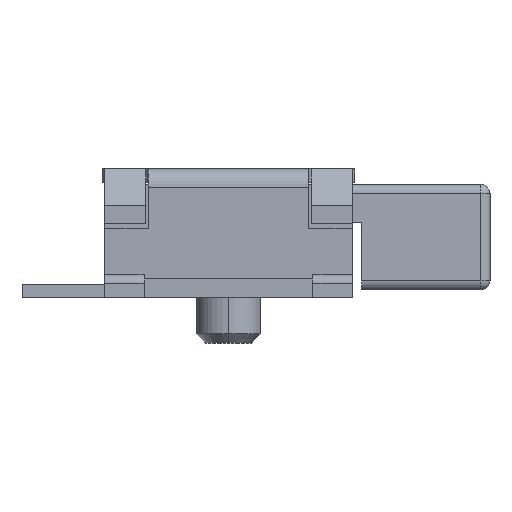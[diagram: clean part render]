
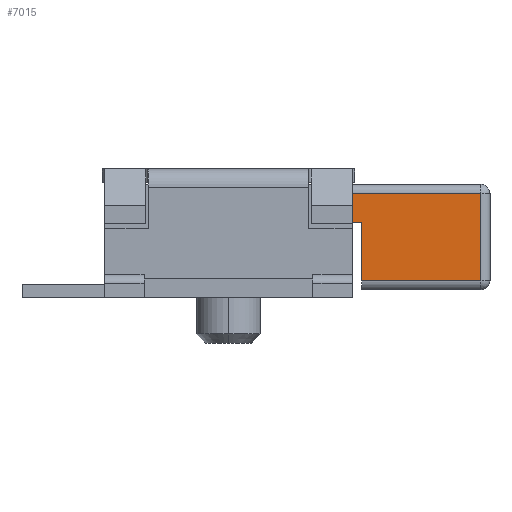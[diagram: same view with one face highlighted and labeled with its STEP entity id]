
A CAD part, left-side view. The second image highlights one B-rep face of the part: STEP entity #7015.
In plain terms, the highlighted planar face has unit normal (-1, 0, 0).
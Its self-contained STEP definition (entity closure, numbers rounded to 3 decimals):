
#283 = PLANE('',#284);
#284 = AXIS2_PLACEMENT_3D('',#285,#286,#287);
#285 = CARTESIAN_POINT('',(-3.3,-1.708,
    0.));
#286 = DIRECTION('',(0.,-1.,0.));
#287 = DIRECTION('',(1.,0.,0.));
#6608 = PLANE('',#6609);
#6609 = AXIS2_PLACEMENT_3D('',#6610,#6611,#6612);
#6610 = CARTESIAN_POINT('',(-1.4,-1.708,
    0.83));
#6611 = DIRECTION('',(0.,0.,-1.));
#6612 = DIRECTION('',(1.,0.,0.));
#6693 = EDGE_CURVE('',#6694,#6696,#6698,.T.);
#6694 = VERTEX_POINT('',#6695);
#6695 = CARTESIAN_POINT('',(0.,-1.708,0.82));
#6696 = VERTEX_POINT('',#6697);
#6697 = CARTESIAN_POINT('',(0.,-1.708,0.83));
#6698 = SURFACE_CURVE('',#6699,(#6703,#6710),.PCURVE_S1.);
#6699 = LINE('',#6700,#6701);
#6700 = CARTESIAN_POINT('',(0.,-1.708,0.82));
#6701 = VECTOR('',#6702,1.);
#6702 = DIRECTION('',(0.,0.,1.));
#6703 = PCURVE('',#283,#6704);
#6704 = DEFINITIONAL_REPRESENTATION('',(#6705),#6709);
#6705 = LINE('',#6706,#6707);
#6706 = CARTESIAN_POINT('',(3.3,0.82));
#6707 = VECTOR('',#6708,1.);
#6708 = DIRECTION('',(0.,1.));
#6709 = ( GEOMETRIC_REPRESENTATION_CONTEXT(2) 
PARAMETRIC_REPRESENTATION_CONTEXT() REPRESENTATION_CONTEXT('2D SPACE',''
  ) );
#6710 = PCURVE('',#6711,#6716);
#6711 = PLANE('',#6712);
#6712 = AXIS2_PLACEMENT_3D('',#6713,#6714,#6715);
#6713 = CARTESIAN_POINT('',(0.,-0.358,0.));
#6714 = DIRECTION('',(-1.,0.,0.));
#6715 = DIRECTION('',(0.,-1.,0.));
#6716 = DEFINITIONAL_REPRESENTATION('',(#6717),#6721);
#6717 = LINE('',#6718,#6719);
#6718 = CARTESIAN_POINT('',(1.35,0.82));
#6719 = VECTOR('',#6720,1.);
#6720 = DIRECTION('',(0.,1.));
#6721 = ( GEOMETRIC_REPRESENTATION_CONTEXT(2) 
PARAMETRIC_REPRESENTATION_CONTEXT() REPRESENTATION_CONTEXT('2D SPACE',''
  ) );
#6739 = PLANE('',#6740);
#6740 = AXIS2_PLACEMENT_3D('',#6741,#6742,#6743);
#6741 = CARTESIAN_POINT('',(0.,-1.708,0.82));
#6742 = DIRECTION('',(0.,0.,-1.));
#6743 = DIRECTION('',(0.,-1.,0.));
#7015 = ADVANCED_FACE('',(#7016),#6711,.T.);
#7016 = FACE_BOUND('',#7017,.F.);
#7017 = EDGE_LOOP('',(#7018,#7048,#7076,#7104,#7125,#7126,#7149,#7177));
#7018 = ORIENTED_EDGE('',*,*,#7019,.F.);
#7019 = EDGE_CURVE('',#7020,#7022,#7024,.T.);
#7020 = VERTEX_POINT('',#7021);
#7021 = CARTESIAN_POINT('',(0.,-3.108,0.18));
#7022 = VERTEX_POINT('',#7023);
#7023 = CARTESIAN_POINT('',(0.,-3.108,1.13));
#7024 = SURFACE_CURVE('',#7025,(#7029,#7036),.PCURVE_S1.);
#7025 = LINE('',#7026,#7027);
#7026 = CARTESIAN_POINT('',(0.,-3.108,0.18));
#7027 = VECTOR('',#7028,1.);
#7028 = DIRECTION('',(0.,0.,1.));
#7029 = PCURVE('',#6711,#7030);
#7030 = DEFINITIONAL_REPRESENTATION('',(#7031),#7035);
#7031 = LINE('',#7032,#7033);
#7032 = CARTESIAN_POINT('',(2.75,0.18));
#7033 = VECTOR('',#7034,1.);
#7034 = DIRECTION('',(0.,1.));
#7035 = ( GEOMETRIC_REPRESENTATION_CONTEXT(2) 
PARAMETRIC_REPRESENTATION_CONTEXT() REPRESENTATION_CONTEXT('2D SPACE',''
  ) );
#7036 = PCURVE('',#7037,#7042);
#7037 = CYLINDRICAL_SURFACE('',#7038,0.1);
#7038 = AXIS2_PLACEMENT_3D('',#7039,#7040,#7041);
#7039 = CARTESIAN_POINT('',(0.1,-3.108,
    -2.977));
#7040 = DIRECTION('',(0.,0.,1.));
#7041 = DIRECTION('',(-1.,0.,0.));
#7042 = DEFINITIONAL_REPRESENTATION('',(#7043),#7047);
#7043 = LINE('',#7044,#7045);
#7044 = CARTESIAN_POINT('',(0.,3.157));
#7045 = VECTOR('',#7046,1.);
#7046 = DIRECTION('',(0.,1.));
#7047 = ( GEOMETRIC_REPRESENTATION_CONTEXT(2) 
PARAMETRIC_REPRESENTATION_CONTEXT() REPRESENTATION_CONTEXT('2D SPACE',''
  ) );
#7048 = ORIENTED_EDGE('',*,*,#7049,.F.);
#7049 = EDGE_CURVE('',#7050,#7020,#7052,.T.);
#7050 = VERTEX_POINT('',#7051);
#7051 = CARTESIAN_POINT('',(0.,-1.808,0.18));
#7052 = SURFACE_CURVE('',#7053,(#7057,#7064),.PCURVE_S1.);
#7053 = LINE('',#7054,#7055);
#7054 = CARTESIAN_POINT('',(0.,-1.808,0.18));
#7055 = VECTOR('',#7056,1.);
#7056 = DIRECTION('',(0.,-1.,0.));
#7057 = PCURVE('',#6711,#7058);
#7058 = DEFINITIONAL_REPRESENTATION('',(#7059),#7063);
#7059 = LINE('',#7060,#7061);
#7060 = CARTESIAN_POINT('',(1.45,0.18));
#7061 = VECTOR('',#7062,1.);
#7062 = DIRECTION('',(1.,0.));
#7063 = ( GEOMETRIC_REPRESENTATION_CONTEXT(2) 
PARAMETRIC_REPRESENTATION_CONTEXT() REPRESENTATION_CONTEXT('2D SPACE',''
  ) );
#7064 = PCURVE('',#7065,#7070);
#7065 = CYLINDRICAL_SURFACE('',#7066,0.1);
#7066 = AXIS2_PLACEMENT_3D('',#7067,#7068,#7069);
#7067 = CARTESIAN_POINT('',(0.1,6.467,
    0.18));
#7068 = DIRECTION('',(0.,-1.,0.));
#7069 = DIRECTION('',(-1.,0.,0.));
#7070 = DEFINITIONAL_REPRESENTATION('',(#7071),#7075);
#7071 = LINE('',#7072,#7073);
#7072 = CARTESIAN_POINT('',(0.,8.275));
#7073 = VECTOR('',#7074,1.);
#7074 = DIRECTION('',(0.,1.));
#7075 = ( GEOMETRIC_REPRESENTATION_CONTEXT(2) 
PARAMETRIC_REPRESENTATION_CONTEXT() REPRESENTATION_CONTEXT('2D SPACE',''
  ) );
#7076 = ORIENTED_EDGE('',*,*,#7077,.F.);
#7077 = EDGE_CURVE('',#7078,#7050,#7080,.T.);
#7078 = VERTEX_POINT('',#7079);
#7079 = CARTESIAN_POINT('',(0.,-1.808,0.82));
#7080 = SURFACE_CURVE('',#7081,(#7085,#7092),.PCURVE_S1.);
#7081 = LINE('',#7082,#7083);
#7082 = CARTESIAN_POINT('',(0.,-1.808,0.82));
#7083 = VECTOR('',#7084,1.);
#7084 = DIRECTION('',(0.,0.,-1.));
#7085 = PCURVE('',#6711,#7086);
#7086 = DEFINITIONAL_REPRESENTATION('',(#7087),#7091);
#7087 = LINE('',#7088,#7089);
#7088 = CARTESIAN_POINT('',(1.45,0.82));
#7089 = VECTOR('',#7090,1.);
#7090 = DIRECTION('',(0.,-1.));
#7091 = ( GEOMETRIC_REPRESENTATION_CONTEXT(2) 
PARAMETRIC_REPRESENTATION_CONTEXT() REPRESENTATION_CONTEXT('2D SPACE',''
  ) );
#7092 = PCURVE('',#7093,#7098);
#7093 = PLANE('',#7094);
#7094 = AXIS2_PLACEMENT_3D('',#7095,#7096,#7097);
#7095 = CARTESIAN_POINT('',(0.,-1.808,0.82));
#7096 = DIRECTION('',(0.,1.,0.));
#7097 = DIRECTION('',(0.,0.,-1.));
#7098 = DEFINITIONAL_REPRESENTATION('',(#7099),#7103);
#7099 = LINE('',#7100,#7101);
#7100 = CARTESIAN_POINT('',(0.,0.));
#7101 = VECTOR('',#7102,1.);
#7102 = DIRECTION('',(1.,0.));
#7103 = ( GEOMETRIC_REPRESENTATION_CONTEXT(2) 
PARAMETRIC_REPRESENTATION_CONTEXT() REPRESENTATION_CONTEXT('2D SPACE',''
  ) );
#7104 = ORIENTED_EDGE('',*,*,#7105,.F.);
#7105 = EDGE_CURVE('',#6694,#7078,#7106,.T.);
#7106 = SURFACE_CURVE('',#7107,(#7111,#7118),.PCURVE_S1.);
#7107 = LINE('',#7108,#7109);
#7108 = CARTESIAN_POINT('',(0.,-1.708,0.82));
#7109 = VECTOR('',#7110,1.);
#7110 = DIRECTION('',(0.,-1.,0.));
#7111 = PCURVE('',#6711,#7112);
#7112 = DEFINITIONAL_REPRESENTATION('',(#7113),#7117);
#7113 = LINE('',#7114,#7115);
#7114 = CARTESIAN_POINT('',(1.35,0.82));
#7115 = VECTOR('',#7116,1.);
#7116 = DIRECTION('',(1.,0.));
#7117 = ( GEOMETRIC_REPRESENTATION_CONTEXT(2) 
PARAMETRIC_REPRESENTATION_CONTEXT() REPRESENTATION_CONTEXT('2D SPACE',''
  ) );
#7118 = PCURVE('',#6739,#7119);
#7119 = DEFINITIONAL_REPRESENTATION('',(#7120),#7124);
#7120 = LINE('',#7121,#7122);
#7121 = CARTESIAN_POINT('',(0.,-0.));
#7122 = VECTOR('',#7123,1.);
#7123 = DIRECTION('',(1.,0.));
#7124 = ( GEOMETRIC_REPRESENTATION_CONTEXT(2) 
PARAMETRIC_REPRESENTATION_CONTEXT() REPRESENTATION_CONTEXT('2D SPACE',''
  ) );
#7125 = ORIENTED_EDGE('',*,*,#6693,.T.);
#7126 = ORIENTED_EDGE('',*,*,#7127,.T.);
#7127 = EDGE_CURVE('',#6696,#7128,#7130,.T.);
#7128 = VERTEX_POINT('',#7129);
#7129 = CARTESIAN_POINT('',(0.,-0.968,0.83));
#7130 = SURFACE_CURVE('',#7131,(#7135,#7142),.PCURVE_S1.);
#7131 = LINE('',#7132,#7133);
#7132 = CARTESIAN_POINT('',(0.,-1.708,0.83));
#7133 = VECTOR('',#7134,1.);
#7134 = DIRECTION('',(0.,1.,0.));
#7135 = PCURVE('',#6711,#7136);
#7136 = DEFINITIONAL_REPRESENTATION('',(#7137),#7141);
#7137 = LINE('',#7138,#7139);
#7138 = CARTESIAN_POINT('',(1.35,0.83));
#7139 = VECTOR('',#7140,1.);
#7140 = DIRECTION('',(-1.,0.));
#7141 = ( GEOMETRIC_REPRESENTATION_CONTEXT(2) 
PARAMETRIC_REPRESENTATION_CONTEXT() REPRESENTATION_CONTEXT('2D SPACE',''
  ) );
#7142 = PCURVE('',#6608,#7143);
#7143 = DEFINITIONAL_REPRESENTATION('',(#7144),#7148);
#7144 = LINE('',#7145,#7146);
#7145 = CARTESIAN_POINT('',(1.4,0.));
#7146 = VECTOR('',#7147,1.);
#7147 = DIRECTION('',(0.,-1.));
#7148 = ( GEOMETRIC_REPRESENTATION_CONTEXT(2) 
PARAMETRIC_REPRESENTATION_CONTEXT() REPRESENTATION_CONTEXT('2D SPACE',''
  ) );
#7149 = ORIENTED_EDGE('',*,*,#7150,.F.);
#7150 = EDGE_CURVE('',#7151,#7128,#7153,.T.);
#7151 = VERTEX_POINT('',#7152);
#7152 = CARTESIAN_POINT('',(0.,-0.968,1.13));
#7153 = SURFACE_CURVE('',#7154,(#7158,#7165),.PCURVE_S1.);
#7154 = LINE('',#7155,#7156);
#7155 = CARTESIAN_POINT('',(0.,-0.968,1.13));
#7156 = VECTOR('',#7157,1.);
#7157 = DIRECTION('',(0.,0.,-1.));
#7158 = PCURVE('',#6711,#7159);
#7159 = DEFINITIONAL_REPRESENTATION('',(#7160),#7164);
#7160 = LINE('',#7161,#7162);
#7161 = CARTESIAN_POINT('',(0.61,1.13));
#7162 = VECTOR('',#7163,1.);
#7163 = DIRECTION('',(0.,-1.));
#7164 = ( GEOMETRIC_REPRESENTATION_CONTEXT(2) 
PARAMETRIC_REPRESENTATION_CONTEXT() REPRESENTATION_CONTEXT('2D SPACE',''
  ) );
#7165 = PCURVE('',#7166,#7171);
#7166 = PLANE('',#7167);
#7167 = AXIS2_PLACEMENT_3D('',#7168,#7169,#7170);
#7168 = CARTESIAN_POINT('',(0.,-0.968,1.23));
#7169 = DIRECTION('',(0.,1.,0.));
#7170 = DIRECTION('',(0.,0.,-1.));
#7171 = DEFINITIONAL_REPRESENTATION('',(#7172),#7176);
#7172 = LINE('',#7173,#7174);
#7173 = CARTESIAN_POINT('',(0.1,0.));
#7174 = VECTOR('',#7175,1.);
#7175 = DIRECTION('',(1.,0.));
#7176 = ( GEOMETRIC_REPRESENTATION_CONTEXT(2) 
PARAMETRIC_REPRESENTATION_CONTEXT() REPRESENTATION_CONTEXT('2D SPACE',''
  ) );
#7177 = ORIENTED_EDGE('',*,*,#7178,.T.);
#7178 = EDGE_CURVE('',#7151,#7022,#7179,.T.);
#7179 = SURFACE_CURVE('',#7180,(#7184,#7191),.PCURVE_S1.);
#7180 = LINE('',#7181,#7182);
#7181 = CARTESIAN_POINT('',(0.,-0.968,1.13));
#7182 = VECTOR('',#7183,1.);
#7183 = DIRECTION('',(0.,-1.,0.));
#7184 = PCURVE('',#6711,#7185);
#7185 = DEFINITIONAL_REPRESENTATION('',(#7186),#7190);
#7186 = LINE('',#7187,#7188);
#7187 = CARTESIAN_POINT('',(0.61,1.13));
#7188 = VECTOR('',#7189,1.);
#7189 = DIRECTION('',(1.,0.));
#7190 = ( GEOMETRIC_REPRESENTATION_CONTEXT(2) 
PARAMETRIC_REPRESENTATION_CONTEXT() REPRESENTATION_CONTEXT('2D SPACE',''
  ) );
#7191 = PCURVE('',#7192,#7197);
#7192 = CYLINDRICAL_SURFACE('',#7193,0.1);
#7193 = AXIS2_PLACEMENT_3D('',#7194,#7195,#7196);
#7194 = CARTESIAN_POINT('',(0.1,6.467,
    1.13));
#7195 = DIRECTION('',(0.,-1.,0.));
#7196 = DIRECTION('',(0.,0.,1.));
#7197 = DEFINITIONAL_REPRESENTATION('',(#7198),#7202);
#7198 = LINE('',#7199,#7200);
#7199 = CARTESIAN_POINT('',(1.571,7.435));
#7200 = VECTOR('',#7201,1.);
#7201 = DIRECTION('',(0.,1.));
#7202 = ( GEOMETRIC_REPRESENTATION_CONTEXT(2) 
PARAMETRIC_REPRESENTATION_CONTEXT() REPRESENTATION_CONTEXT('2D SPACE',''
  ) );
